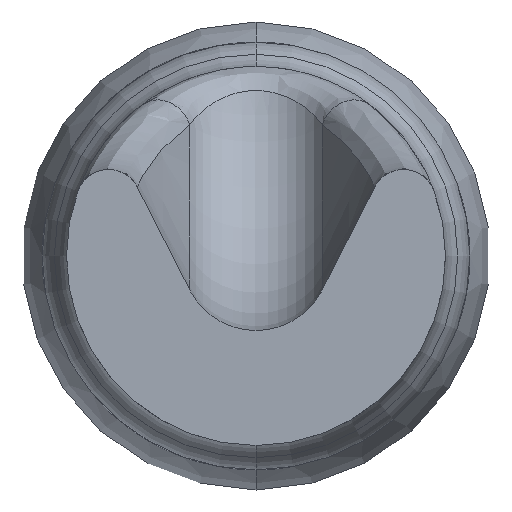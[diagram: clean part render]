
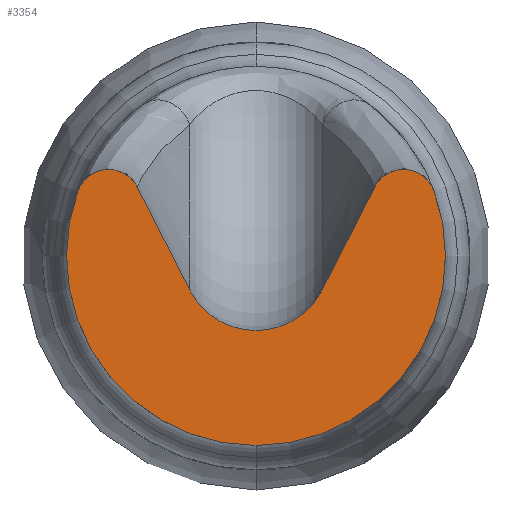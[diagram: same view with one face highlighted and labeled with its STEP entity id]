
A CAD part, front view. The second image highlights one B-rep face of the part: STEP entity #3354.
In plain terms, the highlighted planar face has unit normal (0, -1, 0).
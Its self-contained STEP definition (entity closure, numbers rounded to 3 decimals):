
#16 = ORIENTED_EDGE ( 'NONE', *, *, #2426, .T. ) ;
#76 = DIRECTION ( 'NONE',  ( 0., 0., 1. ) ) ;
#124 = VERTEX_POINT ( 'NONE', #3827 ) ;
#171 = VERTEX_POINT ( 'NONE', #3452 ) ;
#209 = DIRECTION ( 'NONE',  ( 0., 0., -1. ) ) ;
#277 = DIRECTION ( 'NONE',  ( 0., 0., 1. ) ) ;
#310 = ORIENTED_EDGE ( 'NONE', *, *, #2107, .T. ) ;
#328 = DIRECTION ( 'NONE',  ( 0., 1., 0. ) ) ;
#346 = LINE ( 'NONE', #1954, #3140 ) ;
#383 = ORIENTED_EDGE ( 'NONE', *, *, #4046, .T. ) ;
#513 = EDGE_CURVE ( 'Defeature ausgef�hrt1_23+Defeature ausgef�hrt1_3+Defeature ausgef�hrt1_22+Defeature ausgef�hrt1_21', #124, #4182, #5153, .T. ) ;
#516 = DIRECTION ( 'NONE',  ( 0., -1., 0. ) ) ;
#545 = CARTESIAN_POINT ( 'NONE',  ( 0., -17.5, 0. ) ) ;
#549 = VERTEX_POINT ( 'NONE', #2180 ) ;
#571 = CARTESIAN_POINT ( 'NONE',  ( 0.455, -17.5, 0.167 ) ) ;
#578 = CIRCLE ( 'NONE', #4784, 0.1 ) ;
#659 = AXIS2_PLACEMENT_3D ( 'NONE', #4733, #3917, #2805 ) ;
#793 = ORIENTED_EDGE ( 'NONE', *, *, #1094, .F. ) ;
#882 = EDGE_CURVE ( 'Defeature ausgef�hrt1_1+Defeature ausgef�hrt1_3+Defeature ausgef�hrt1_31+Defeature ausgef�hrt1_27', #4529, #1437, #4456, .T. ) ;
#1094 = EDGE_CURVE ( 'Defeature ausgef�hrt1_23+Defeature ausgef�hrt1_3+Defeature ausgef�hrt1_22+Defeature ausgef�hrt1_21', #549, #124, #3211, .T. ) ;
#1109 = CARTESIAN_POINT ( 'NONE',  ( 0., -17.5, 0. ) ) ;
#1110 = VERTEX_POINT ( 'NONE', #4165 ) ;
#1215 = AXIS2_PLACEMENT_3D ( 'NONE', #2542, #4509, #1627 ) ;
#1222 = EDGE_CURVE ( 'Defeature ausgef�hrt1_3+Defeature ausgef�hrt1_31+Defeature ausgef�hrt1_1+Defeature ausgef�hrt1_21', #4850, #2831, #578, .T. ) ;
#1302 = CARTESIAN_POINT ( 'NONE',  ( -0.455, -17.5, 0.267 ) ) ;
#1390 = DIRECTION ( 'NONE',  ( 0., -1., 0. ) ) ;
#1437 = VERTEX_POINT ( 'NONE', #2561 ) ;
#1515 = FACE_OUTER_BOUND ( 'NONE', #2047, .T. ) ;
#1536 = ORIENTED_EDGE ( 'NONE', *, *, #2693, .F. ) ;
#1558 = DIRECTION ( 'NONE',  ( 0., 0., 1. ) ) ;
#1573 = DIRECTION ( 'NONE',  ( 0.454, 0., 0.891 ) ) ;
#1627 = DIRECTION ( 'NONE',  ( 0., 0., 1. ) ) ;
#1780 = CARTESIAN_POINT ( 'NONE',  ( 0., -17.5, 0. ) ) ;
#1890 = CARTESIAN_POINT ( 'NONE',  ( 0., -17.5, -0.585 ) ) ;
#1912 = CIRCLE ( 'NONE', #3942, 0.585 ) ;
#1918 = DIRECTION ( 'NONE',  ( 0., 1., 0. ) ) ;
#1954 = CARTESIAN_POINT ( 'NONE',  ( -0.71, -17.5, 0.887 ) ) ;
#2047 = EDGE_LOOP ( 'NONE', ( #4827, #310, #2680, #1536, #4237, #793, #2893, #16, #383, #3237 ) ) ;
#2107 = EDGE_CURVE ( 'Defeature ausgef�hrt1_3+Defeature ausgef�hrt1_31+Defeature ausgef�hrt1_1+Defeature ausgef�hrt1_21', #171, #4850, #2265, .T. ) ;
#2180 = CARTESIAN_POINT ( 'NONE',  ( -0.205, -17.5, -0.104 ) ) ;
#2198 = DIRECTION ( 'NONE',  ( 0., -1., 0. ) ) ;
#2265 = CIRCLE ( 'NONE', #4241, 0.1 ) ;
#2426 = EDGE_CURVE ( 'Defeature ausgef�hrt1_3+Defeature ausgef�hrt1_27+Defeature ausgef�hrt1_22+Defeature ausgef�hrt1_1', #1110, #2932, #4778, .T. ) ;
#2437 = DIRECTION ( 'NONE',  ( 0., -1., 0. ) ) ;
#2542 = CARTESIAN_POINT ( 'NONE',  ( -0.455, -17.5, 0.167 ) ) ;
#2561 = CARTESIAN_POINT ( 'NONE',  ( -0.549, -17.5, 0.201 ) ) ;
#2614 = DIRECTION ( 'NONE',  ( 0., 0., 1. ) ) ;
#2665 = CARTESIAN_POINT ( 'NONE',  ( 0.585, -17.5, 0. ) ) ;
#2680 = ORIENTED_EDGE ( 'NONE', *, *, #1222, .T. ) ;
#2693 = EDGE_CURVE ( 'Defeature ausgef�hrt1_21+Defeature ausgef�hrt1_3+Defeature ausgef�hrt1_23+Defeature ausgef�hrt1_31', #4182, #2831, #4450, .T. ) ;
#2721 = AXIS2_PLACEMENT_3D ( 'NONE', #2665, #1918, #2763 ) ;
#2763 = DIRECTION ( 'NONE',  ( 0., 0., 1. ) ) ;
#2805 = DIRECTION ( 'NONE',  ( 0., 0., 1. ) ) ;
#2831 = VERTEX_POINT ( 'NONE', #4091 ) ;
#2893 = ORIENTED_EDGE ( 'NONE', *, *, #3096, .F. ) ;
#2932 = VERTEX_POINT ( 'NONE', #1302 ) ;
#3015 = VECTOR ( 'NONE', #1573, 1000. ) ;
#3096 = EDGE_CURVE ( 'Defeature ausgef�hrt1_22+Defeature ausgef�hrt1_3+Defeature ausgef�hrt1_27+Defeature ausgef�hrt1_23', #1110, #549, #346, .T. ) ;
#3140 = VECTOR ( 'NONE', #4280, 1000. ) ;
#3211 = CIRCLE ( 'NONE', #3819, 0.23 ) ;
#3237 = ORIENTED_EDGE ( 'NONE', *, *, #882, .F. ) ;
#3354 = ADVANCED_FACE ( 'Defeature ausgef�hrt1_3', ( #1515 ), #3449, .F. ) ;
#3449 = PLANE ( 'NONE',  #2721 ) ;
#3452 = CARTESIAN_POINT ( 'NONE',  ( 0.549, -17.5, 0.201 ) ) ;
#3563 = DIRECTION ( 'NONE',  ( 0., -1., 0. ) ) ;
#3819 = AXIS2_PLACEMENT_3D ( 'NONE', #545, #516, #4131 ) ;
#3827 = CARTESIAN_POINT ( 'NONE',  ( 0., -17.5, -0.23 ) ) ;
#3837 = AXIS2_PLACEMENT_3D ( 'NONE', #4846, #2437, #76 ) ;
#3917 = DIRECTION ( 'NONE',  ( 0., 1., 0. ) ) ;
#3942 = AXIS2_PLACEMENT_3D ( 'NONE', #1109, #328, #277 ) ;
#4046 = EDGE_CURVE ( 'Defeature ausgef�hrt1_3+Defeature ausgef�hrt1_27+Defeature ausgef�hrt1_22+Defeature ausgef�hrt1_1', #2932, #1437, #5162, .T. ) ;
#4091 = CARTESIAN_POINT ( 'NONE',  ( 0.366, -17.5, 0.212 ) ) ;
#4131 = DIRECTION ( 'NONE',  ( 0., 0., -1. ) ) ;
#4165 = CARTESIAN_POINT ( 'NONE',  ( -0.366, -17.5, 0.212 ) ) ;
#4169 = AXIS2_PLACEMENT_3D ( 'NONE', #1780, #2198, #209 ) ;
#4182 = VERTEX_POINT ( 'NONE', #4974 ) ;
#4237 = ORIENTED_EDGE ( 'NONE', *, *, #513, .F. ) ;
#4241 = AXIS2_PLACEMENT_3D ( 'NONE', #5143, #3563, #1558 ) ;
#4280 = DIRECTION ( 'NONE',  ( 0.454, 0., -0.891 ) ) ;
#4450 = LINE ( 'NONE', #5156, #3015 ) ;
#4456 = CIRCLE ( 'NONE', #659, 0.585 ) ;
#4462 = CARTESIAN_POINT ( 'NONE',  ( 0.455, -17.5, 0.267 ) ) ;
#4509 = DIRECTION ( 'NONE',  ( 0., -1., 0. ) ) ;
#4529 = VERTEX_POINT ( 'NONE', #1890 ) ;
#4733 = CARTESIAN_POINT ( 'NONE',  ( 0., -17.5, 0. ) ) ;
#4778 = CIRCLE ( 'NONE', #1215, 0.1 ) ;
#4784 = AXIS2_PLACEMENT_3D ( 'NONE', #571, #1390, #2614 ) ;
#4827 = ORIENTED_EDGE ( 'NONE', *, *, #5088, .F. ) ;
#4846 = CARTESIAN_POINT ( 'NONE',  ( -0.455, -17.5, 0.167 ) ) ;
#4850 = VERTEX_POINT ( 'NONE', #4462 ) ;
#4974 = CARTESIAN_POINT ( 'NONE',  ( 0.205, -17.5, -0.104 ) ) ;
#5088 = EDGE_CURVE ( 'Defeature ausgef�hrt1_1+Defeature ausgef�hrt1_3+Defeature ausgef�hrt1_31+Defeature ausgef�hrt1_27', #171, #4529, #1912, .T. ) ;
#5143 = CARTESIAN_POINT ( 'NONE',  ( 0.455, -17.5, 0.167 ) ) ;
#5153 = CIRCLE ( 'NONE', #4169, 0.23 ) ;
#5156 = CARTESIAN_POINT ( 'NONE',  ( 0.205, -17.5, -0.104 ) ) ;
#5162 = CIRCLE ( 'NONE', #3837, 0.1 ) ;
